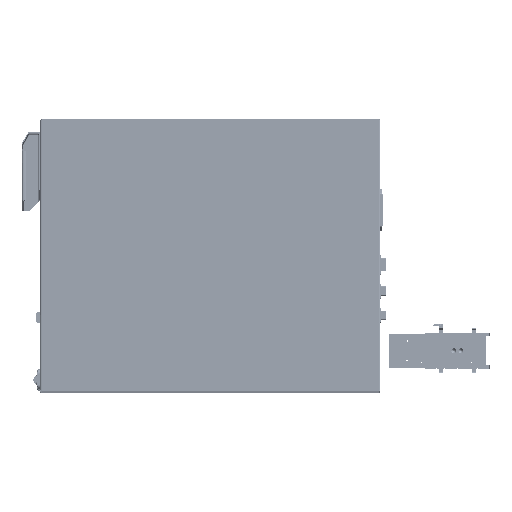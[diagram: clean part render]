
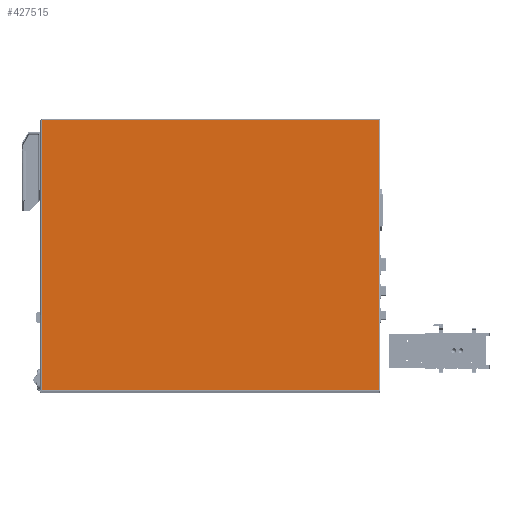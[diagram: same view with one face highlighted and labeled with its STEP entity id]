
A CAD part, top view. The second image highlights one B-rep face of the part: STEP entity #427515.
In plain terms, the highlighted planar face has unit normal (0, 0, 1).
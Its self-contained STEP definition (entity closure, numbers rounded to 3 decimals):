
#16485 = CARTESIAN_POINT ( 'NONE',  ( -17.32, -343.355, 1170. ) ) ;
#35359 = DIRECTION ( 'NONE',  ( -1., 0., 0. ) ) ;
#68731 = ORIENTED_EDGE ( 'NONE', *, *, #306917, .T. ) ;
#96541 = PLANE ( 'NONE',  #127574 ) ;
#98677 = ORIENTED_EDGE ( 'NONE', *, *, #382294, .F. ) ;
#107203 = LINE ( 'NONE', #253530, #449368 ) ;
#122318 = VERTEX_POINT ( 'NONE', #469869 ) ;
#127574 = AXIS2_PLACEMENT_3D ( 'NONE', #346196, #463537, #276373 ) ;
#159442 = VECTOR ( 'NONE', #268314, 1000. ) ;
#167325 = DIRECTION ( 'NONE',  ( 0., -1., 0. ) ) ;
#183991 = VECTOR ( 'NONE', #167325, 1000. ) ;
#189224 = CARTESIAN_POINT ( 'NONE',  ( -709.32, 213.938, 1170. ) ) ;
#196279 = LINE ( 'NONE', #16485, #183991 ) ;
#198625 = ORIENTED_EDGE ( 'NONE', *, *, #419483, .T. ) ;
#206116 = CARTESIAN_POINT ( 'NONE',  ( -709.32, -340.648, 1170. ) ) ;
#214955 = VERTEX_POINT ( 'NONE', #380034 ) ;
#218145 = LINE ( 'NONE', #342924, #159442 ) ;
#240373 = CARTESIAN_POINT ( 'NONE',  ( -17.32, 213.938, 1170. ) ) ;
#253530 = CARTESIAN_POINT ( 'NONE',  ( -15.32, 213.938, 1170. ) ) ;
#268314 = DIRECTION ( 'NONE',  ( -1., 0., 0. ) ) ;
#276373 = DIRECTION ( 'NONE',  ( 1., 0., 0. ) ) ;
#290169 = DIRECTION ( 'NONE',  ( 0., -1., 0. ) ) ;
#292192 = VECTOR ( 'NONE', #290169, 1000. ) ;
#294897 = LINE ( 'NONE', #189224, #292192 ) ;
#306917 = EDGE_CURVE ( 'NONE', #122318, #403173, #294897, .T. ) ;
#327208 = EDGE_CURVE ( 'NONE', #415643, #214955, #196279, .T. ) ;
#342924 = CARTESIAN_POINT ( 'NONE',  ( -15.32, -340.648, 1170. ) ) ;
#346196 = CARTESIAN_POINT ( 'NONE',  ( -15.32, -63.355, 1170. ) ) ;
#380034 = CARTESIAN_POINT ( 'NONE',  ( -17.32, -340.648, 1170. ) ) ;
#382294 = EDGE_CURVE ( 'NONE', #214955, #403173, #218145, .T. ) ;
#383679 = ORIENTED_EDGE ( 'NONE', *, *, #327208, .F. ) ;
#403173 = VERTEX_POINT ( 'NONE', #206116 ) ;
#415643 = VERTEX_POINT ( 'NONE', #240373 ) ;
#419483 = EDGE_CURVE ( 'NONE', #415643, #122318, #107203, .T. ) ;
#427515 = ADVANCED_FACE ( 'NONE', ( #461179 ), #96541, .F. ) ;
#449368 = VECTOR ( 'NONE', #35359, 1000. ) ;
#461179 = FACE_OUTER_BOUND ( 'NONE', #465157, .T. ) ;
#463537 = DIRECTION ( 'NONE',  ( 0., 0., -1. ) ) ;
#465157 = EDGE_LOOP ( 'NONE', ( #68731, #98677, #383679, #198625 ) ) ;
#469869 = CARTESIAN_POINT ( 'NONE',  ( -709.32, 213.938, 1170. ) ) ;
